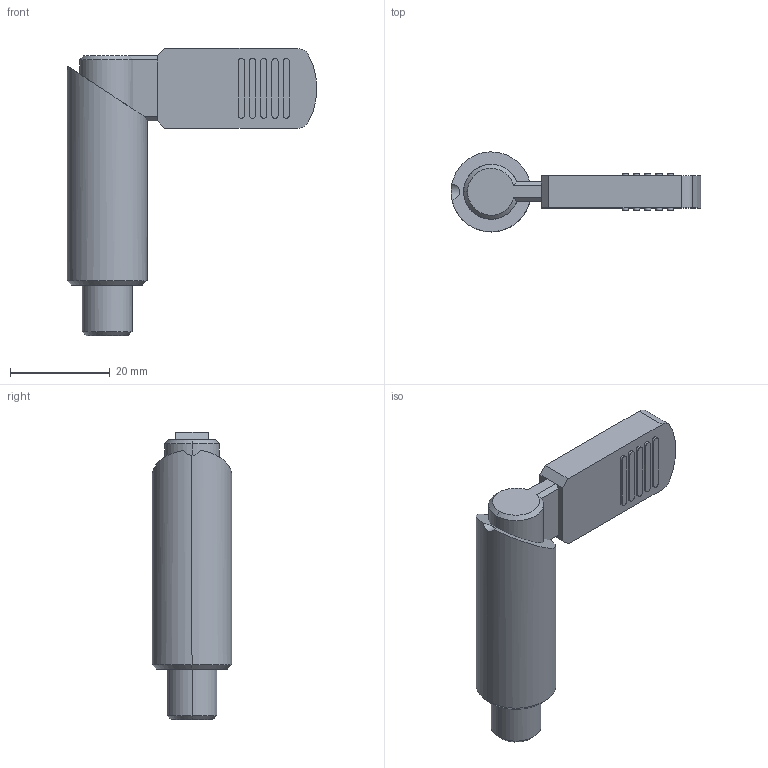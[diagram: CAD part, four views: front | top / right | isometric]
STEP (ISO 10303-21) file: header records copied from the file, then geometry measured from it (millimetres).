
FILE_DESCRIPTION(('STEP AP214'),'1');
FILE_NAME(' ',' ',('TraceParts'),('TraceParts S.A.'),'XStep 1.0',' ',' ');
FILE_SCHEMA(('automotive_design'));
Length unit declared in the file: millimetre
Products named in the file (3): 1; 2; 3
Bounding box: 50 x 16 x 57.5 mm (x, y, z)
Volume: 12452.6 mm3; surface area: 8896 mm2
Topology: 3 solids, 3 shells, 102 faces, 236 edges, 152 vertices
Faces by surface type: plane 54, cylinder 38, cone 10
Entity records: 5752 total; most frequent: DIRECTION 530, CARTESIAN_POINT 523, STYLED_ITEM 493, PRESENTATION_STYLE_ASSIGNMENT 493, COLOUR_RGB 493, ORIENTED_EDGE 472, EDGE_CURVE 236, CURVE_STYLE 236
